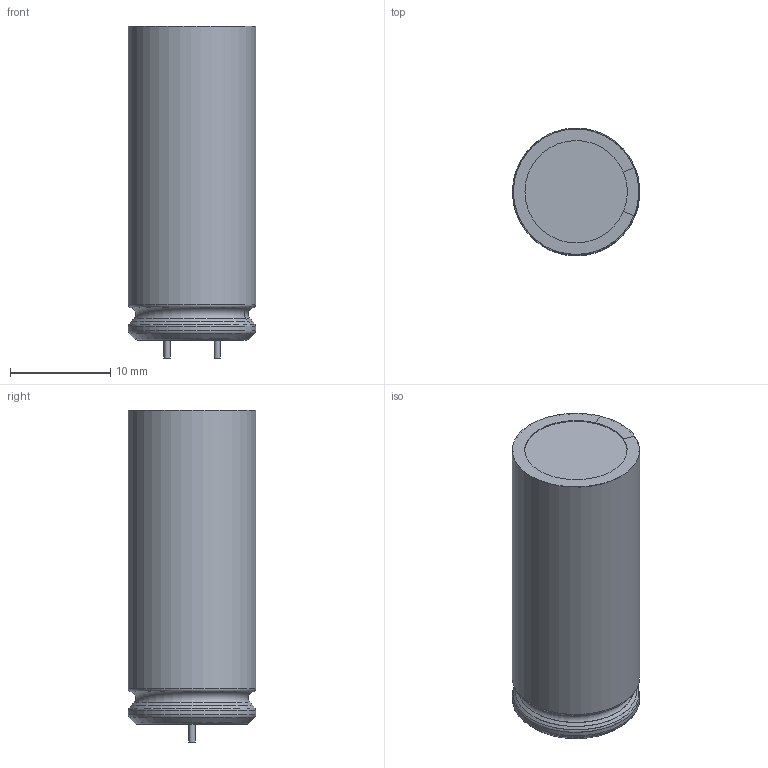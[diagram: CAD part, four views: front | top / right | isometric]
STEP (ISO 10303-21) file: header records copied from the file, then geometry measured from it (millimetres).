
FILE_DESCRIPTION(('FreeCAD Model'),'2;1');
FILE_NAME('CAPPR500-1250X3000.step', '2020-02-22T12:01:16',(''),(''),'Open CASCADE STEP processor 7.3', 'FreeCAD','Unknown');
FILE_SCHEMA(('AUTOMOTIVE_DESIGN { 1 0 10303 214 1 1 1 1 }'));
Length unit declared in the file: millimetre
Products named in the file (1): Compound002
Bounding box: 12.68 x 12.7 x 33.08 mm (x, y, z)
Volume: 3946.6 mm3; surface area: 4499.1 mm2
Topology: 6 solids, 6 shells, 91 faces, 666 edges, 1868 vertices
Faces by surface type: torus 31, plane 23, cylinder 20, cone 15, bspline 2
Full cylindrical faces by diameter (mm): 0.6 x2, 1.8 x2, 2 x2, 9.2 x1, 11.8 x1, 12.5 x2
Entity records: 17904 total; most frequent: CARTESIAN_POINT 9438, DIRECTION 1348, AXIS2_PLACEMENT_3D 498, CIRCLE 449, GEOMETRIC_CURVE_SET 445, ORIENTED_EDGE 444, PCURVE 444, DEFINITIONAL_REPRESENTATION 444
